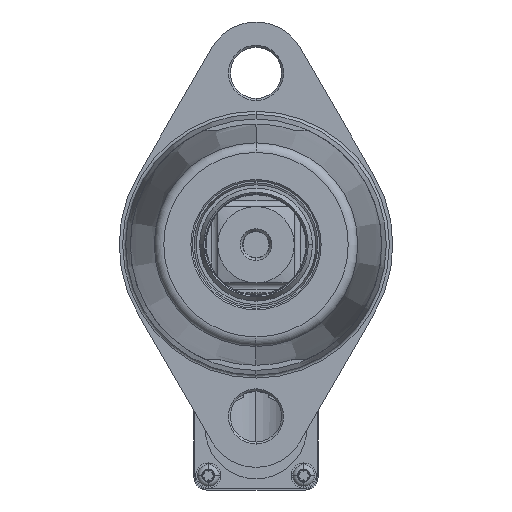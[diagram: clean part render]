
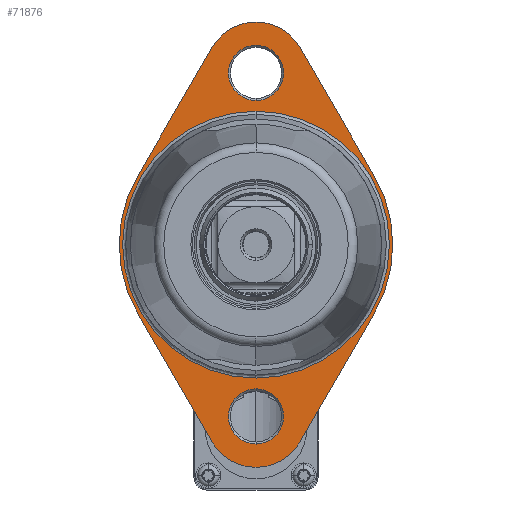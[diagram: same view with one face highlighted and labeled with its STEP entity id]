
A CAD part, left-side view. The second image highlights one B-rep face of the part: STEP entity #71876.
In plain terms, the highlighted planar face has unit normal (-1, 0, 0).
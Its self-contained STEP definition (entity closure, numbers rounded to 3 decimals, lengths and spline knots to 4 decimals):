
#70939=CARTESIAN_POINT('',(-17.5279,0.005,-1.6875));
#70940=DIRECTION('',(-1.,0.,0.));
#70941=DIRECTION('',(0.,0.866,-0.5));
#70942=AXIS2_PLACEMENT_3D('',#70939,#70940,#70941);
#70944=DIRECTION('',(0.,-0.5,-0.866));
#70945=VECTOR('',#70944,1.4613);
#70946=CARTESIAN_POINT('',(-17.5279,1.1688,-0.6722));
#70947=LINE('',#70946,#70945);
#70948=CARTESIAN_POINT('',(-17.5279,0.005,0.));
#70949=DIRECTION('',(-1.,0.,0.));
#70950=DIRECTION('',(0.,0.866,0.5));
#70951=AXIS2_PLACEMENT_3D('',#70948,#70949,#70950);
#70953=DIRECTION('',(0.,0.5,-0.866));
#70954=VECTOR('',#70953,1.4613);
#70955=CARTESIAN_POINT('',(-17.5279,0.438,1.9376));
#70956=LINE('',#70955,#70954);
#70957=CARTESIAN_POINT('',(-17.5279,0.005,1.6875));
#70958=DIRECTION('',(-1.,0.,0.));
#70959=DIRECTION('',(0.,-0.866,0.5));
#70960=AXIS2_PLACEMENT_3D('',#70957,#70958,#70959);
#70962=DIRECTION('',(0.,0.5,0.866));
#70963=VECTOR('',#70962,1.4613);
#70964=CARTESIAN_POINT('',(-17.5279,-1.1588,0.6722));
#70965=LINE('',#70964,#70963);
#70966=CARTESIAN_POINT('',(-17.5279,0.005,0.));
#70967=DIRECTION('',(-1.,0.,0.));
#70968=DIRECTION('',(0.,-0.866,-0.5));
#70969=AXIS2_PLACEMENT_3D('',#70966,#70967,#70968);
#70971=DIRECTION('',(0.,-0.5,0.866));
#70972=VECTOR('',#70971,1.4613);
#70973=CARTESIAN_POINT('',(-17.5279,-0.428,-1.9376));
#70974=LINE('',#70973,#70972);
#71079=CARTESIAN_POINT('',(-17.5279,0.005,1.6875));
#71080=DIRECTION('',(1.,0.,0.));
#71081=DIRECTION('',(0.,0.,-1.));
#71082=AXIS2_PLACEMENT_3D('',#71079,#71080,#71081);
#71089=CARTESIAN_POINT('',(-17.5279,0.005,1.6875));
#71090=DIRECTION('',(1.,0.,0.));
#71091=DIRECTION('',(0.,0.,1.));
#71092=AXIS2_PLACEMENT_3D('',#71089,#71090,#71091);
#71107=CARTESIAN_POINT('',(-17.5279,0.005,-1.6875));
#71108=DIRECTION('',(-1.,0.,0.));
#71109=DIRECTION('',(0.,0.,1.));
#71110=AXIS2_PLACEMENT_3D('',#71107,#71108,#71109);
#71117=CARTESIAN_POINT('',(-17.5279,0.005,-1.6875));
#71118=DIRECTION('',(-1.,0.,0.));
#71119=DIRECTION('',(0.,0.,-1.));
#71120=AXIS2_PLACEMENT_3D('',#71117,#71118,#71119);
#71165=CARTESIAN_POINT('',(-17.5279,0.005,0.));
#71166=DIRECTION('',(-1.,0.,0.));
#71167=DIRECTION('',(0.,0.,1.));
#71168=AXIS2_PLACEMENT_3D('',#71165,#71166,#71167);
#71180=CARTESIAN_POINT('',(-17.5279,0.005,0.));
#71181=DIRECTION('',(-1.,0.,0.));
#71182=DIRECTION('',(0.,0.,-1.));
#71183=AXIS2_PLACEMENT_3D('',#71180,#71181,#71182);
#71417=CARTESIAN_POINT('',(-17.5279,0.438,-1.9376));
#71418=CARTESIAN_POINT('',(-17.5279,-0.428,-1.9376));
#71419=VERTEX_POINT('',#71417);
#71420=VERTEX_POINT('',#71418);
#71421=CARTESIAN_POINT('',(-17.5279,-1.1588,-0.6722));
#71422=VERTEX_POINT('',#71421);
#71423=CARTESIAN_POINT('',(-17.5279,-1.1588,0.6722));
#71424=VERTEX_POINT('',#71423);
#71425=CARTESIAN_POINT('',(-17.5279,-0.428,1.9376));
#71426=VERTEX_POINT('',#71425);
#71427=CARTESIAN_POINT('',(-17.5279,0.438,1.9376));
#71428=VERTEX_POINT('',#71427);
#71429=CARTESIAN_POINT('',(-17.5279,1.1688,0.6722));
#71430=VERTEX_POINT('',#71429);
#71431=CARTESIAN_POINT('',(-17.5279,1.1688,-0.6722));
#71432=VERTEX_POINT('',#71431);
#71449=CARTESIAN_POINT('',(-17.5279,0.005,1.4165));
#71450=CARTESIAN_POINT('',(-17.5279,0.005,1.9585));
#71451=VERTEX_POINT('',#71449);
#71452=VERTEX_POINT('',#71450);
#71457=CARTESIAN_POINT('',(-17.5279,0.005,-1.4165));
#71458=CARTESIAN_POINT('',(-17.5279,0.005,-1.9585));
#71459=VERTEX_POINT('',#71457);
#71460=VERTEX_POINT('',#71458);
#71473=CARTESIAN_POINT('',(-17.5279,0.005,1.3105));
#71474=CARTESIAN_POINT('',(-17.5279,0.005,-1.3105));
#71475=VERTEX_POINT('',#71473);
#71476=VERTEX_POINT('',#71474);
#71835=CARTESIAN_POINT('',(-17.5279,0.005,0.));
#71836=DIRECTION('',(-1.,0.,0.));
#71837=DIRECTION('',(0.,1.,0.));
#71838=AXIS2_PLACEMENT_3D('',#71835,#71836,#71837);
#71839=PLANE('',#71838);
#71841=ORIENTED_EDGE('',*,*,#71840,.F.);
#71843=ORIENTED_EDGE('',*,*,#71842,.F.);
#71845=ORIENTED_EDGE('',*,*,#71844,.F.);
#71847=ORIENTED_EDGE('',*,*,#71846,.F.);
#71849=ORIENTED_EDGE('',*,*,#71848,.F.);
#71851=ORIENTED_EDGE('',*,*,#71850,.F.);
#71853=ORIENTED_EDGE('',*,*,#71852,.F.);
#71855=ORIENTED_EDGE('',*,*,#71854,.F.);
#71856=EDGE_LOOP('',(#71841,#71843,#71845,#71847,#71849,#71851,#71853,#71855));
#71857=FACE_OUTER_BOUND('',#71856,.F.);
#71859=ORIENTED_EDGE('',*,*,#71858,.T.);
#71861=ORIENTED_EDGE('',*,*,#71860,.T.);
#71862=EDGE_LOOP('',(#71859,#71861));
#71863=FACE_BOUND('',#71862,.F.);
#71865=ORIENTED_EDGE('',*,*,#71864,.F.);
#71867=ORIENTED_EDGE('',*,*,#71866,.F.);
#71868=EDGE_LOOP('',(#71865,#71867));
#71869=FACE_BOUND('',#71868,.F.);
#71871=ORIENTED_EDGE('',*,*,#71870,.T.);
#71873=ORIENTED_EDGE('',*,*,#71872,.T.);
#71874=EDGE_LOOP('',(#71871,#71873));
#71875=FACE_BOUND('',#71874,.F.);
#71876=ADVANCED_FACE('',(#71857,#71863,#71869,#71875),#71839,.T.);
#70943=CIRCLE('',#70942,0.5);
#70952=CIRCLE('',#70951,1.344);
#70961=CIRCLE('',#70960,0.5);
#70970=CIRCLE('',#70969,1.344);
#71083=CIRCLE('',#71082,0.271);
#71093=CIRCLE('',#71092,0.271);
#71111=CIRCLE('',#71110,0.271);
#71121=CIRCLE('',#71120,0.271);
#71169=CIRCLE('',#71168,1.3105);
#71184=CIRCLE('',#71183,1.3105);
#71840=EDGE_CURVE('',#71419,#71420,#70943,.T.);
#71842=EDGE_CURVE('',#71432,#71419,#70947,.T.);
#71844=EDGE_CURVE('',#71430,#71432,#70952,.T.);
#71846=EDGE_CURVE('',#71428,#71430,#70956,.T.);
#71848=EDGE_CURVE('',#71426,#71428,#70961,.T.);
#71850=EDGE_CURVE('',#71424,#71426,#70965,.T.);
#71852=EDGE_CURVE('',#71422,#71424,#70970,.T.);
#71854=EDGE_CURVE('',#71420,#71422,#70974,.T.);
#71858=EDGE_CURVE('',#71459,#71460,#71111,.T.);
#71860=EDGE_CURVE('',#71460,#71459,#71121,.T.);
#71864=EDGE_CURVE('',#71451,#71452,#71083,.T.);
#71866=EDGE_CURVE('',#71452,#71451,#71093,.T.);
#71870=EDGE_CURVE('',#71475,#71476,#71169,.T.);
#71872=EDGE_CURVE('',#71476,#71475,#71184,.T.);
